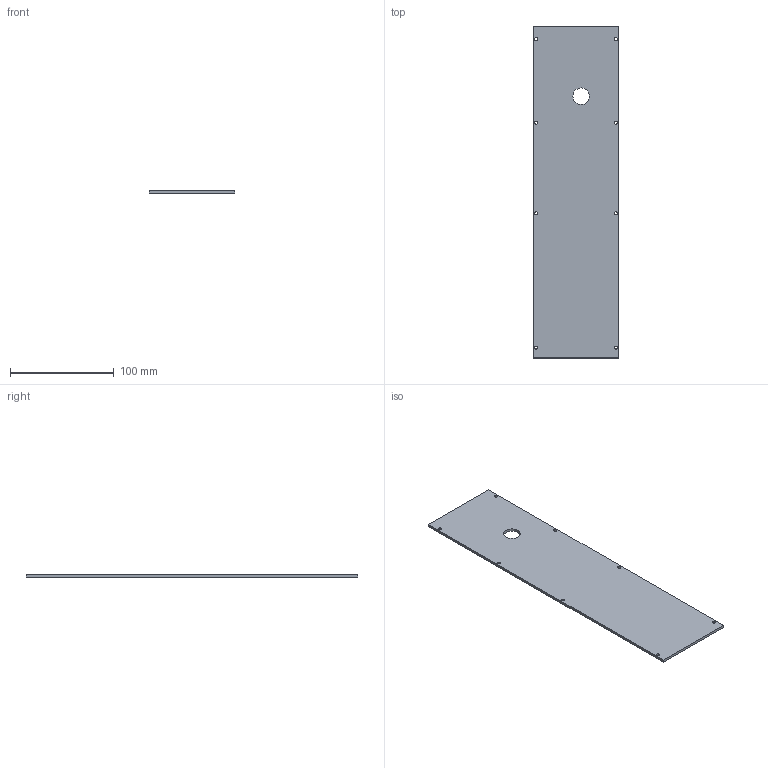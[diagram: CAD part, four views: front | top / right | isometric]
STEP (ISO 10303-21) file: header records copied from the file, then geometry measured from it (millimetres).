
FILE_DESCRIPTION(/* description */ (''),/* implementation_level */ '2;1');
FILE_NAME(/* name */ 'SolarPanel3WCellV2.stp',/* time_stamp */ '2017-08-06T16:12:50-04:00',/* author */ (''),/* organization */ (''),/* preprocessor_version */ 'ST-DEVELOPER v16',/* originating_system */ 'SIEMENS PLM Software NX 10.0',/* authorisation */ '');
FILE_SCHEMA (('AUTOMOTIVE_DESIGN { 1 0 10303 214 3 1 1 1 }'));
Length unit declared in the file: millimetre
Products named in the file (8): RRectangleConnection; LRectangleConnection; Overhead; SolarCellRegion; terminalpoint; SolarPanel3; Onecell; SolarPanel3WCellV2
Assembly tree (64 placements, depth 3):
  SolarPanel3WCellV2
    SolarPanel3
    Onecell  x58
      terminalpoint
      SolarCellRegion
      Overhead
      LRectangleConnection
      RRectangleConnection
Bounding box: 82 x 320 x 2.66 mm (x, y, z)
Volume: 67027.5 mm3; surface area: 81252.7 mm2
Topology: 291 solids, 291 shells, 1813 faces, 3693 edges, 2462 vertices
Faces by surface type: plane 1630, cylinder 183
Full cylindrical faces by diameter (mm): 3 x8, 16 x1
Entity records: 1907 total; most frequent: DIRECTION 339, CARTESIAN_POINT 272, ORIENTED_EDGE 186, AXIS2_PLACEMENT_3D 135, EDGE_CURVE 93, EDGE_LOOP 73, PRODUCT_DEFINITION_SHAPE 72, LINE 69
